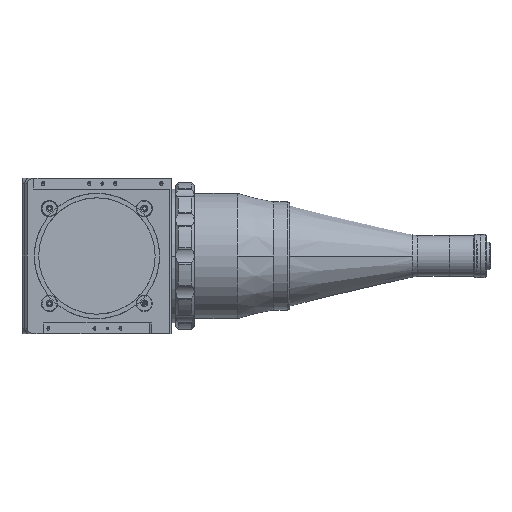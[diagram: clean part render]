
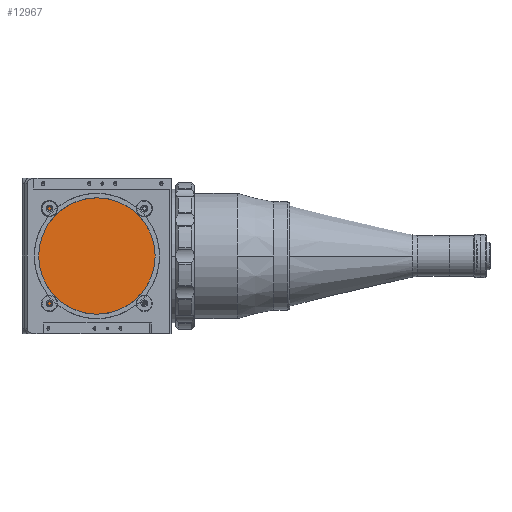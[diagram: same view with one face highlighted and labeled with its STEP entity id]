
A CAD part, left-side view. The second image highlights one B-rep face of the part: STEP entity #12967.
In plain terms, the highlighted planar face has unit normal (-0.707, -0.707, 0).
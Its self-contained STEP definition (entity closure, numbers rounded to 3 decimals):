
#787 = CARTESIAN_POINT ( 'NONE',  ( 56.942, -56.942, 59.87 ) ) ;
#1165 = VERTEX_POINT ( 'NONE', #15214 ) ;
#2013 = DIRECTION ( 'NONE',  ( 0.707, -0.707, 0. ) ) ;
#2148 = CARTESIAN_POINT ( 'NONE',  ( -56.942, 56.942, 59.87 ) ) ;
#2335 = DIRECTION ( 'NONE',  ( 0., 0., -1. ) ) ;
#3301 = DIRECTION ( 'NONE',  ( -0.707, 0.707, 0. ) ) ;
#4054 = LINE ( 'NONE', #787, #28828 ) ;
#4188 = DIRECTION ( 'NONE',  ( 0., 0., -1. ) ) ;
#6405 = ORIENTED_EDGE ( 'NONE', *, *, #10819, .T. ) ;
#6598 = CARTESIAN_POINT ( 'NONE',  ( 56.942, -56.942, -59.87 ) ) ;
#7682 = EDGE_CURVE ( 'NONE', #30653, #29316, #22088, .T. ) ;
#7844 = EDGE_CURVE ( 'NONE', #1165, #30653, #17455, .T. ) ;
#10819 = EDGE_CURVE ( 'NONE', #29316, #20532, #4054, .T. ) ;
#11372 = LINE ( 'NONE', #19024, #17199 ) ;
#12967 = ADVANCED_FACE ( 'NONE', ( #31298 ), #22024, .F. ) ;
#14364 = CARTESIAN_POINT ( 'NONE',  ( 56.942, -56.942, -59.87 ) ) ;
#15013 = ORIENTED_EDGE ( 'NONE', *, *, #7682, .T. ) ;
#15214 = CARTESIAN_POINT ( 'NONE',  ( -56.942, 56.942, -59.87 ) ) ;
#15576 = VECTOR ( 'NONE', #17263, 1000. ) ;
#15874 = CARTESIAN_POINT ( 'NONE',  ( 56.942, -56.942, 59.87 ) ) ;
#17172 = DIRECTION ( 'NONE',  ( 0.707, 0.707, 0. ) ) ;
#17199 = VECTOR ( 'NONE', #4188, 1000. ) ;
#17263 = DIRECTION ( 'NONE',  ( 0., 0., 1. ) ) ;
#17455 = LINE ( 'NONE', #14364, #31363 ) ;
#19024 = CARTESIAN_POINT ( 'NONE',  ( -56.942, 56.942, -59.87 ) ) ;
#19799 = AXIS2_PLACEMENT_3D ( 'NONE', #31975, #17172, #2335 ) ;
#20532 = VERTEX_POINT ( 'NONE', #2148 ) ;
#22024 = PLANE ( 'NONE',  #19799 ) ;
#22088 = LINE ( 'NONE', #32067, #15576 ) ;
#22637 = EDGE_CURVE ( 'NONE', #20532, #1165, #11372, .T. ) ;
#22796 = ORIENTED_EDGE ( 'NONE', *, *, #22637, .T. ) ;
#25458 = EDGE_LOOP ( 'NONE', ( #6405, #22796, #31165, #15013 ) ) ;
#28828 = VECTOR ( 'NONE', #3301, 1000. ) ;
#29316 = VERTEX_POINT ( 'NONE', #15874 ) ;
#30653 = VERTEX_POINT ( 'NONE', #6598 ) ;
#31165 = ORIENTED_EDGE ( 'NONE', *, *, #7844, .T. ) ;
#31298 = FACE_OUTER_BOUND ( 'NONE', #25458, .T. ) ;
#31363 = VECTOR ( 'NONE', #2013, 1000. ) ;
#31975 = CARTESIAN_POINT ( 'NONE',  ( 0., 0., 0. ) ) ;
#32067 = CARTESIAN_POINT ( 'NONE',  ( 56.942, -56.942, -59.87 ) ) ;
